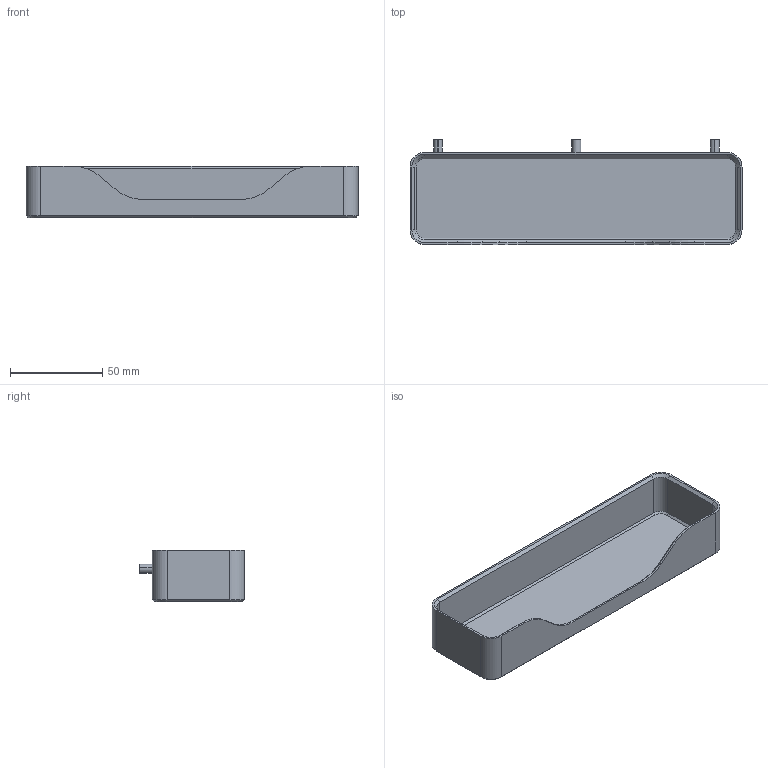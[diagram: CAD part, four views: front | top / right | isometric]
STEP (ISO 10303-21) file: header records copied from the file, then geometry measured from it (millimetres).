
FILE_DESCRIPTION(/* description */ (''),/* implementation_level */ '2;1');
FILE_NAME(/* name */ '有孔ボードトレイ(25mmピッチ).step',/* time_stamp */ '2017-08-22T16:31:03+09:00',/* author */ (''),/* organization */ (''),/* preprocessor_version */ 'ST-DEVELOPER v16.13',/* originating_system */ 'Autodesk Translation Framework v6.1.1.50',/* authorisation */ '');
FILE_SCHEMA (('AUTOMOTIVE_DESIGN { 1 0 10303 214 3 1 1 }'));
Length unit declared in the file: millimetre
Products named in the file (1): 有孔ボードトレイ(25mmピッチ)
 v1
Bounding box: 180 x 57 x 28 mm (x, y, z)
Volume: 49994.1 mm3; surface area: 37307.6 mm2
Topology: 1 solids, 1 shells, 82 faces, 199 edges, 122 vertices
Faces by surface type: plane 33, cylinder 33, cone 16
Full cylindrical faces by diameter (mm): 4.8 x1
Entity records: 2406 total; most frequent: DIRECTION 446, CARTESIAN_POINT 403, ORIENTED_EDGE 396, EDGE_CURVE 198, AXIS2_PLACEMENT_3D 165, VERTEX_POINT 122, LINE 116, VECTOR 116
